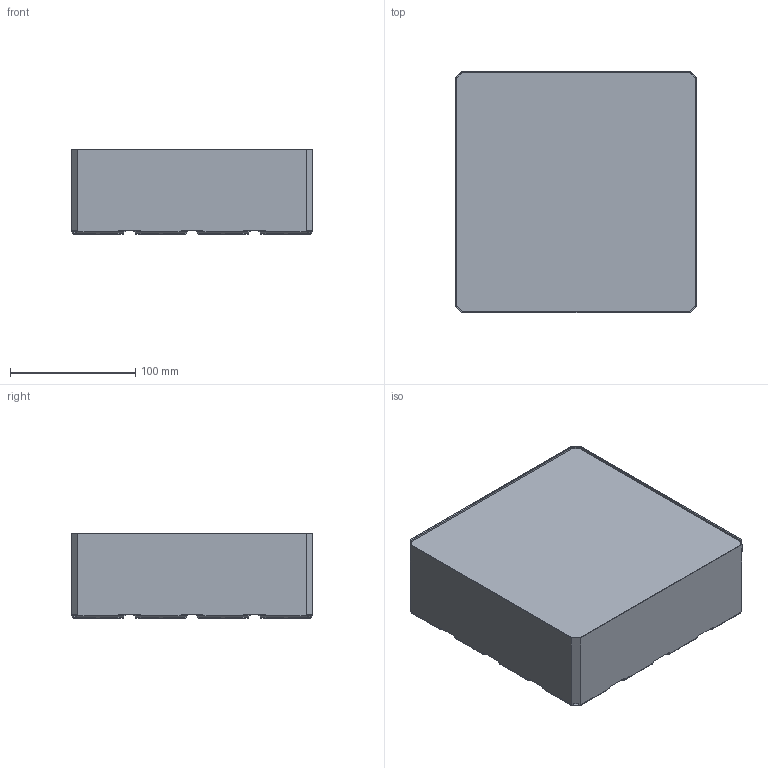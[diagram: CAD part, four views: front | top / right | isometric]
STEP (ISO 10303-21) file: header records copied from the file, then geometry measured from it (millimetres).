
FILE_DESCRIPTION(/* description */ (''),/* implementation_level */ '2;1');
FILE_NAME(/* name */ '4x4.step',/* time_stamp */ '2024-08-26T15:34:31-04:00',/* author */ (''),/* organization */ (''),/* preprocessor_version */ 'ST-DEVELOPER v20',/* originating_system */ 'Autodesk Translation Framework v13.14.0.145',/* authorisation */ '');
FILE_SCHEMA (('AUTOMOTIVE_DESIGN { 1 0 10303 214 3 1 1 }'));
Length unit declared in the file: millimetre
Products named in the file (1): 4x4
Bounding box: 193 x 193 x 67.6 mm (x, y, z)
Volume: 2392543.7 mm3; surface area: 135742.4 mm2
Topology: 1 solids, 1 shells, 1303 faces, 3316 edges, 2032 vertices
Faces by surface type: plane 1303
Entity records: 37778 total; most frequent: CARTESIAN_POINT 6652, ORIENTED_EDGE 6632, DIRECTION 5924, LINE 3316, VECTOR 3316, EDGE_CURVE 3316, VERTEX_POINT 2032, EDGE_LOOP 1320
